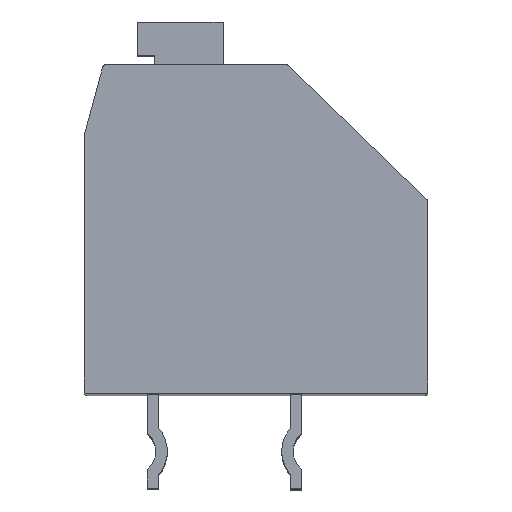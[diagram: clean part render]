
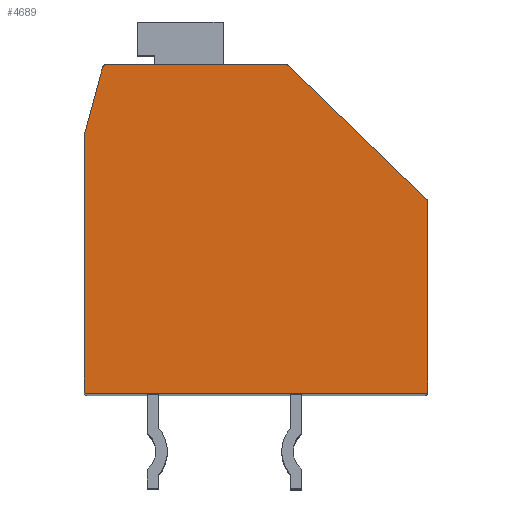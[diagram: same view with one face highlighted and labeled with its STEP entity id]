
A CAD part, top view. The second image highlights one B-rep face of the part: STEP entity #4689.
In plain terms, the highlighted planar face has unit normal (0, 0, 1).
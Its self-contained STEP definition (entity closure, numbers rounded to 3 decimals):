
#295=CARTESIAN_POINT('',(5.9,0.978,2.75));
#296=DIRECTION('',(0.,0.,1.));
#297=DIRECTION('',(1.,0.,0.));
#298=AXIS2_PLACEMENT_3D('',#295,#296,#297);
#300=DIRECTION('',(0.,1.,0.));
#301=VECTOR('',#300,6.628);
#302=CARTESIAN_POINT('',(6.,-5.65,2.75));
#303=LINE('',#302,#301);
#304=CARTESIAN_POINT('',(5.9,-5.65,2.75));
#305=DIRECTION('',(0.,0.,1.));
#306=DIRECTION('',(0.,-1.,0.));
#307=AXIS2_PLACEMENT_3D('',#304,#305,#306);
#309=DIRECTION('',(1.,0.,0.));
#310=VECTOR('',#309,11.8);
#311=CARTESIAN_POINT('',(-5.9,-5.75,2.75));
#312=LINE('',#311,#310);
#313=CARTESIAN_POINT('',(-5.9,-5.65,2.75));
#314=DIRECTION('',(0.,0.,1.));
#315=DIRECTION('',(-1.,0.,0.));
#316=AXIS2_PLACEMENT_3D('',#313,#314,#315);
#318=DIRECTION('',(0.,-1.,0.));
#319=VECTOR('',#318,8.937);
#320=CARTESIAN_POINT('',(-6.,3.287,2.75));
#321=LINE('',#320,#319);
#322=CARTESIAN_POINT('',(-5.9,3.287,2.75));
#323=DIRECTION('',(0.,0.,-1.));
#324=DIRECTION('',(-1.,0.,0.));
#325=AXIS2_PLACEMENT_3D('',#322,#323,#324);
#327=DIRECTION('',(-0.26,-0.966,0.));
#328=VECTOR('',#327,2.447);
#329=CARTESIAN_POINT('',(-5.36,5.676,2.75));
#330=LINE('',#329,#328);
#331=CARTESIAN_POINT('',(-5.263,5.65,2.75));
#332=DIRECTION('',(0.,0.,1.));
#333=DIRECTION('',(0.,1.,0.));
#334=AXIS2_PLACEMENT_3D('',#331,#332,#333);
#336=DIRECTION('',(-1.,0.,0.));
#337=VECTOR('',#336,6.323);
#338=CARTESIAN_POINT('',(1.06,5.75,2.75));
#339=LINE('',#338,#337);
#340=CARTESIAN_POINT('',(1.06,5.65,2.75));
#341=DIRECTION('',(0.,0.,1.));
#342=DIRECTION('',(0.695,0.719,0.));
#343=AXIS2_PLACEMENT_3D('',#340,#341,#342);
#345=DIRECTION('',(-0.719,0.695,0.));
#346=VECTOR('',#345,6.728);
#347=CARTESIAN_POINT('',(5.969,1.049,2.75));
#348=LINE('',#347,#346);
#3414=CARTESIAN_POINT('',(6.,0.978,2.75));
#3415=VERTEX_POINT('',#3414);
#3416=CARTESIAN_POINT('',(5.969,1.049,2.75));
#3417=VERTEX_POINT('',#3416);
#3422=CARTESIAN_POINT('',(5.9,-5.75,2.75));
#3423=VERTEX_POINT('',#3422);
#3424=CARTESIAN_POINT('',(6.,-5.65,2.75));
#3425=VERTEX_POINT('',#3424);
#3430=CARTESIAN_POINT('',(1.129,5.722,2.75));
#3431=CARTESIAN_POINT('',(1.06,5.75,2.75));
#3432=VERTEX_POINT('',#3430);
#3433=VERTEX_POINT('',#3431);
#3434=CARTESIAN_POINT('',(-5.263,5.75,2.75));
#3435=CARTESIAN_POINT('',(-5.36,5.676,2.75));
#3436=VERTEX_POINT('',#3434);
#3437=VERTEX_POINT('',#3435);
#3442=CARTESIAN_POINT('',(-6.,3.287,2.75));
#3444=VERTEX_POINT('',#3442);
#3448=CARTESIAN_POINT('',(-5.997,3.313,2.75));
#3449=VERTEX_POINT('',#3448);
#3454=CARTESIAN_POINT('',(-6.,-5.65,2.75));
#3455=VERTEX_POINT('',#3454);
#3456=CARTESIAN_POINT('',(-5.9,-5.75,2.75));
#3457=VERTEX_POINT('',#3456);
#4667=CARTESIAN_POINT('',(0.,0.,2.75));
#4668=DIRECTION('',(0.,0.,1.));
#4669=DIRECTION('',(1.,0.,0.));
#4670=AXIS2_PLACEMENT_3D('',#4667,#4668,#4669);
#4671=PLANE('',#4670);
#4672=ORIENTED_EDGE('',*,*,#4418,.F.);
#4673=ORIENTED_EDGE('',*,*,#4434,.F.);
#4674=ORIENTED_EDGE('',*,*,#4447,.F.);
#4675=ORIENTED_EDGE('',*,*,#4462,.F.);
#4676=ORIENTED_EDGE('',*,*,#4605,.F.);
#4677=ORIENTED_EDGE('',*,*,#4618,.F.);
#4678=ORIENTED_EDGE('',*,*,#4634,.T.);
#4679=ORIENTED_EDGE('',*,*,#4646,.F.);
#4680=ORIENTED_EDGE('',*,*,#4658,.F.);
#4682=ORIENTED_EDGE('',*,*,#4681,.F.);
#4684=ORIENTED_EDGE('',*,*,#4683,.F.);
#4686=ORIENTED_EDGE('',*,*,#4685,.F.);
#4687=EDGE_LOOP('',(#4672,#4673,#4674,#4675,#4676,#4677,#4678,#4679,#4680,#4682,
#4684,#4686));
#4688=FACE_OUTER_BOUND('',#4687,.F.);
#4689=ADVANCED_FACE('',(#4688),#4671,.T.);
#299=CIRCLE('',#298,0.1);
#308=CIRCLE('',#307,0.1);
#317=CIRCLE('',#316,0.1);
#326=CIRCLE('',#325,0.1);
#335=CIRCLE('',#334,0.1);
#344=CIRCLE('',#343,0.1);
#4418=EDGE_CURVE('',#3415,#3417,#299,.T.);
#4434=EDGE_CURVE('',#3425,#3415,#303,.T.);
#4447=EDGE_CURVE('',#3423,#3425,#308,.T.);
#4462=EDGE_CURVE('',#3457,#3423,#312,.T.);
#4605=EDGE_CURVE('',#3455,#3457,#317,.T.);
#4618=EDGE_CURVE('',#3444,#3455,#321,.T.);
#4634=EDGE_CURVE('',#3444,#3449,#326,.T.);
#4646=EDGE_CURVE('',#3437,#3449,#330,.T.);
#4658=EDGE_CURVE('',#3436,#3437,#335,.T.);
#4681=EDGE_CURVE('',#3433,#3436,#339,.T.);
#4683=EDGE_CURVE('',#3432,#3433,#344,.T.);
#4685=EDGE_CURVE('',#3417,#3432,#348,.T.);
